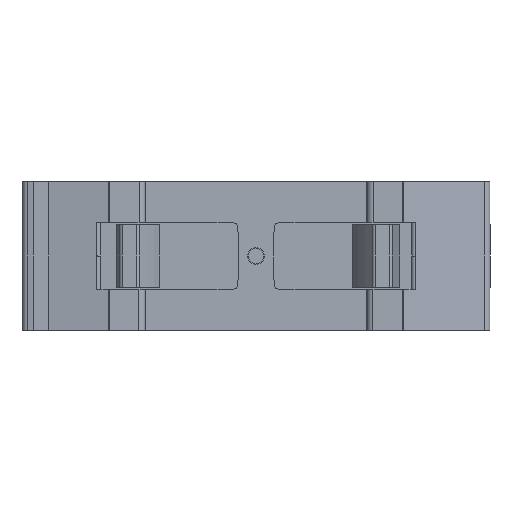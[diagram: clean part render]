
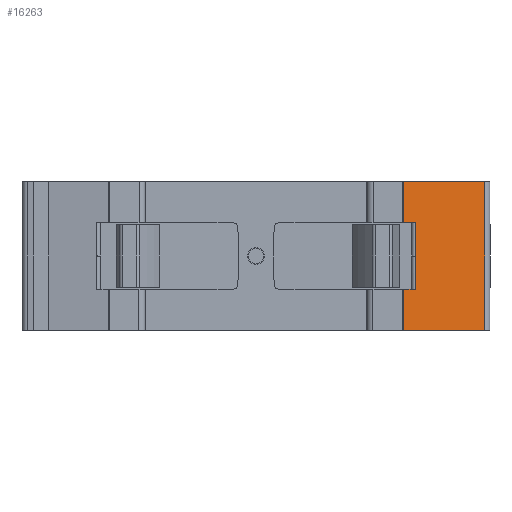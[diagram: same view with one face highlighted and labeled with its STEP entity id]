
A CAD part, front view. The second image highlights one B-rep face of the part: STEP entity #16263.
In plain terms, the highlighted planar face has unit normal (0.148, -0.989, 0).
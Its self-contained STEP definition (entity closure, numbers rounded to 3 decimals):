
#5971 = VERTEX_POINT ( 'NONE', #9958 ) ;
#5975 = VERTEX_POINT ( 'NONE', #9928 ) ;
#6028 = VERTEX_POINT ( 'NONE', #9942 ) ;
#6057 = VERTEX_POINT ( 'NONE', #10013 ) ;
#6549 = VERTEX_POINT ( 'NONE', #10409 ) ;
#6557 = VERTEX_POINT ( 'NONE', #10413 ) ;
#6562 = VERTEX_POINT ( 'NONE', #10444 ) ;
#6685 = VERTEX_POINT ( 'NONE', #8437 ) ;
#6708 = VERTEX_POINT ( 'NONE', #9758 ) ;
#6821 = ORIENTED_EDGE ( 'NONE', *, *, #10869, .T. ) ;
#6831 = ORIENTED_EDGE ( 'NONE', *, *, #10965, .F. ) ;
#6846 = ORIENTED_EDGE ( 'NONE', *, *, #11579, .T. ) ;
#6859 = ORIENTED_EDGE ( 'NONE', *, *, #10822, .T. ) ;
#6873 = ORIENTED_EDGE ( 'NONE', *, *, #11558, .F. ) ;
#6877 = ORIENTED_EDGE ( 'NONE', *, *, #10976, .T. ) ;
#6885 = ORIENTED_EDGE ( 'NONE', *, *, #11525, .F. ) ;
#6889 = ORIENTED_EDGE ( 'NONE', *, *, #11536, .T. ) ;
#6893 = ORIENTED_EDGE ( 'NONE', *, *, #11544, .F. ) ;
#8437 = CARTESIAN_POINT ( 'NONE',  ( 28.814, -61.428, -16.558 ) ) ;
#9758 = CARTESIAN_POINT ( 'NONE',  ( 28.815, -61.428, -5.951 ) ) ;
#9928 = CARTESIAN_POINT ( 'NONE',  ( 41.783, -59.489, 0.645 ) ) ;
#9942 = CARTESIAN_POINT ( 'NONE',  ( 28.814, -61.428, -23.155 ) ) ;
#9958 = CARTESIAN_POINT ( 'NONE',  ( 41.783, -59.489, -23.155 ) ) ;
#10013 = CARTESIAN_POINT ( 'NONE',  ( 28.815, -61.428, 0.645 ) ) ;
#10409 = CARTESIAN_POINT ( 'NONE',  ( 30.66, -61.152, -16.558 ) ) ;
#10413 = CARTESIAN_POINT ( 'NONE',  ( 30.66, -61.152, -5.951 ) ) ;
#10444 = CARTESIAN_POINT ( 'NONE',  ( 30.66, -61.152, -11.255 ) ) ;
#10822 = EDGE_CURVE ( 'NONE', #6562, #6549, #12762, .T. ) ;
#10869 = EDGE_CURVE ( 'NONE', #6557, #6562, #12944, .T. ) ;
#10965 = EDGE_CURVE ( 'NONE', #6557, #6708, #13416, .T. ) ;
#10976 = EDGE_CURVE ( 'NONE', #6549, #6685, #13447, .T. ) ;
#11525 = EDGE_CURVE ( 'NONE', #6028, #6685, #17081, .T. ) ;
#11536 = EDGE_CURVE ( 'NONE', #6057, #6708, #17068, .T. ) ;
#11544 = EDGE_CURVE ( 'NONE', #5975, #5971, #17092, .T. ) ;
#11558 = EDGE_CURVE ( 'NONE', #5971, #6028, #17146, .T. ) ;
#11579 = EDGE_CURVE ( 'NONE', #5975, #6057, #17205, .T. ) ;
#12762 = LINE ( 'NONE', #12844, #22250 ) ;
#12829 = DIRECTION ( 'NONE',  ( 0., 0., -1. ) ) ;
#12844 = CARTESIAN_POINT ( 'NONE',  ( 30.66, -61.152, -31.755 ) ) ;
#12924 = DIRECTION ( 'NONE',  ( 0., 0., -1. ) ) ;
#12944 = LINE ( 'NONE', #12951, #22073 ) ;
#12951 = CARTESIAN_POINT ( 'NONE',  ( 30.66, -61.152, -11.255 ) ) ;
#13397 = DIRECTION ( 'NONE',  ( -0.989, -0.148, 0. ) ) ;
#13416 = LINE ( 'NONE', #13418, #22166 ) ;
#13418 = CARTESIAN_POINT ( 'NONE',  ( 315.292, -18.594, -5.951 ) ) ;
#13447 = LINE ( 'NONE', #13463, #22127 ) ;
#13463 = CARTESIAN_POINT ( 'NONE',  ( -379.672, -122.505, -16.558 ) ) ;
#13464 = DIRECTION ( 'NONE',  ( -0.989, -0.148, 0. ) ) ;
#16060 = AXIS2_PLACEMENT_3D ( 'NONE', #20118, #20124, #20102 ) ;
#16263 = ADVANCED_FACE ( 'NONE', ( #20116 ), #20084, .F. ) ;
#17043 = DIRECTION ( 'NONE',  ( 0., 0., 1. ) ) ;
#17068 = LINE ( 'NONE', #17110, #19718 ) ;
#17079 = CARTESIAN_POINT ( 'NONE',  ( 28.814, -61.428, -31.755 ) ) ;
#17081 = LINE ( 'NONE', #17079, #19735 ) ;
#17083 = CARTESIAN_POINT ( 'NONE',  ( 41.783, -59.489, 9.245 ) ) ;
#17092 = LINE ( 'NONE', #17083, #19721 ) ;
#17109 = DIRECTION ( 'NONE',  ( 0., 0., -1. ) ) ;
#17110 = CARTESIAN_POINT ( 'NONE',  ( 28.815, -61.428, 9.245 ) ) ;
#17113 = DIRECTION ( 'NONE',  ( 0., 0., -1. ) ) ;
#17134 = CARTESIAN_POINT ( 'NONE',  ( -16.42, -68.191, -23.155 ) ) ;
#17146 = LINE ( 'NONE', #17134, #19753 ) ;
#17164 = DIRECTION ( 'NONE',  ( -0.989, -0.148, 0. ) ) ;
#17185 = CARTESIAN_POINT ( 'NONE',  ( -16.42, -68.191, 0.645 ) ) ;
#17188 = DIRECTION ( 'NONE',  ( -0.989, -0.148, 0. ) ) ;
#17205 = LINE ( 'NONE', #17185, #19774 ) ;
#18070 = EDGE_LOOP ( 'NONE', ( #6831, #6821, #6859, #6877, #6885, #6873, #6893, #6846, #6889 ) ) ;
#19718 = VECTOR ( 'NONE', #17109, 1000. ) ;
#19721 = VECTOR ( 'NONE', #17113, 1000. ) ;
#19735 = VECTOR ( 'NONE', #17043, 1000. ) ;
#19753 = VECTOR ( 'NONE', #17164, 1000. ) ;
#19774 = VECTOR ( 'NONE', #17188, 1000. ) ;
#20084 = PLANE ( 'NONE',  #16060 ) ;
#20102 = DIRECTION ( 'NONE',  ( 0.989, 0.148, 0. ) ) ;
#20116 = FACE_OUTER_BOUND ( 'NONE', #18070, .T. ) ;
#20118 = CARTESIAN_POINT ( 'NONE',  ( 315.292, -18.594, 9.245 ) ) ;
#20124 = DIRECTION ( 'NONE',  ( -0.148, 0.989, 0. ) ) ;
#22073 = VECTOR ( 'NONE', #12924, 1000. ) ;
#22127 = VECTOR ( 'NONE', #13464, 1000. ) ;
#22166 = VECTOR ( 'NONE', #13397, 1000. ) ;
#22250 = VECTOR ( 'NONE', #12829, 1000. ) ;
